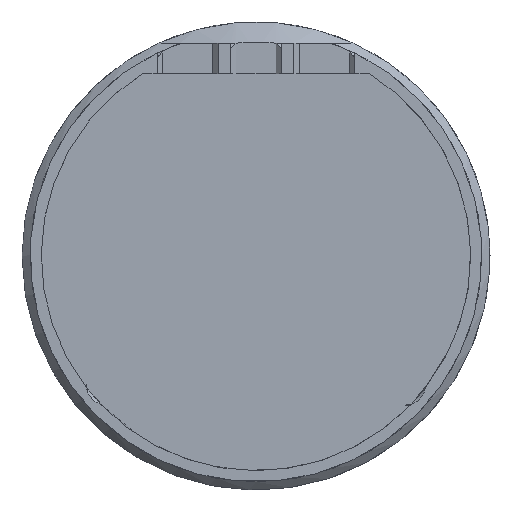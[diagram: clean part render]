
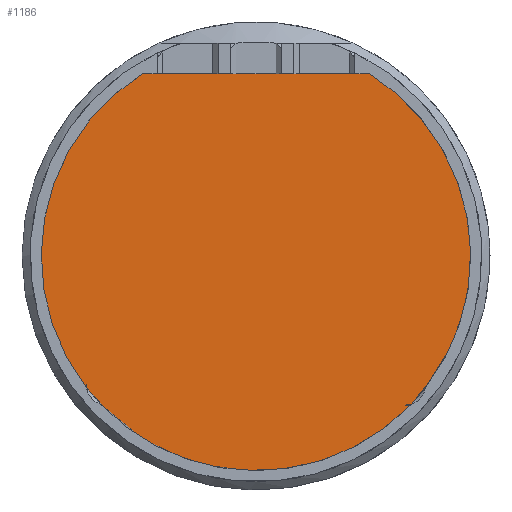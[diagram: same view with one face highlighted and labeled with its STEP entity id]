
A CAD part, top view. The second image highlights one B-rep face of the part: STEP entity #1186.
In plain terms, the highlighted planar face has unit normal (0, 0, 1).
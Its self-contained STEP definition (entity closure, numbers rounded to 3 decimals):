
#60=PLANE('',#1288);
#165=FACE_OUTER_BOUND('',#230,.T.);
#230=EDGE_LOOP('',(#1046,#1047,#1048,#1049,#1050,#1051,#1052,#1053));
#249=CIRCLE('',#1211,42.4);
#264=CIRCLE('',#1251,4.);
#266=CIRCLE('',#1255,4.);
#273=CIRCLE('',#1289,42.4);
#274=CIRCLE('',#1290,42.4);
#373=LINE('',#2023,#477);
#374=LINE('',#2024,#478);
#375=LINE('',#2027,#479);
#477=VECTOR('',#1587,10.);
#478=VECTOR('',#1588,10.);
#479=VECTOR('',#1591,10.);
#501=VERTEX_POINT('',#1655);
#502=VERTEX_POINT('',#1657);
#559=VERTEX_POINT('',#1861);
#560=VERTEX_POINT('',#1863);
#563=VERTEX_POINT('',#1882);
#564=VERTEX_POINT('',#1884);
#597=VERTEX_POINT('',#2021);
#598=VERTEX_POINT('',#2025);
#619=EDGE_CURVE('',#501,#502,#249,.F.);
#704=EDGE_CURVE('',#559,#560,#264,.F.);
#710=EDGE_CURVE('',#563,#564,#266,.F.);
#764=EDGE_CURVE('',#597,#563,#273,.F.);
#765=EDGE_CURVE('',#502,#597,#373,.F.);
#766=EDGE_CURVE('',#560,#501,#374,.F.);
#767=EDGE_CURVE('',#598,#559,#274,.F.);
#768=EDGE_CURVE('',#564,#598,#375,.F.);
#1046=ORIENTED_EDGE('',*,*,#764,.F.);
#1047=ORIENTED_EDGE('',*,*,#765,.F.);
#1048=ORIENTED_EDGE('',*,*,#619,.F.);
#1049=ORIENTED_EDGE('',*,*,#766,.F.);
#1050=ORIENTED_EDGE('',*,*,#704,.F.);
#1051=ORIENTED_EDGE('',*,*,#767,.F.);
#1052=ORIENTED_EDGE('',*,*,#768,.F.);
#1053=ORIENTED_EDGE('',*,*,#710,.F.);
#1186=ADVANCED_FACE('',(#165),#60,.T.);
#1211=AXIS2_PLACEMENT_3D('',#1658,#1339,#1340);
#1251=AXIS2_PLACEMENT_3D('',#1864,#1470,#1471);
#1255=AXIS2_PLACEMENT_3D('',#1885,#1481,#1482);
#1288=AXIS2_PLACEMENT_3D('',#2020,#1583,#1584);
#1289=AXIS2_PLACEMENT_3D('',#2022,#1585,#1586);
#1290=AXIS2_PLACEMENT_3D('',#2026,#1589,#1590);
#1339=DIRECTION('center_axis',(0.,0.,1.));
#1340=DIRECTION('ref_axis',(1.,0.,0.));
#1470=DIRECTION('center_axis',(0.,0.,1.));
#1471=DIRECTION('ref_axis',(-1.,0.,0.));
#1481=DIRECTION('center_axis',(0.,0.,1.));
#1482=DIRECTION('ref_axis',(0.,-1.,0.));
#1583=DIRECTION('center_axis',(0.,0.,1.));
#1584=DIRECTION('ref_axis',(1.,0.,0.));
#1585=DIRECTION('center_axis',(0.,0.,1.));
#1586=DIRECTION('ref_axis',(1.,0.,0.));
#1587=DIRECTION('',(-1.,0.,0.));
#1588=DIRECTION('',(0.,1.,0.));
#1589=DIRECTION('center_axis',(0.,0.,1.));
#1590=DIRECTION('ref_axis',(1.,0.,0.));
#1591=DIRECTION('',(-1.,0.,0.));
#1655=CARTESIAN_POINT('',(-33.5,-24.991,-9.4));
#1657=CARTESIAN_POINT('',(-22.4,37.,-9.4));
#1658=CARTESIAN_POINT('Origin',(0.,1.,-9.4));
#1861=CARTESIAN_POINT('',(-33.454,-25.05,-9.4));
#1863=CARTESIAN_POINT('',(-33.5,-24.443,-9.4));
#1864=CARTESIAN_POINT('Origin',(-29.5,-24.443,-9.4));
#1882=CARTESIAN_POINT('',(30.681,-28.265,-9.4));
#1884=CARTESIAN_POINT('',(29.5,-28.443,-9.4));
#1885=CARTESIAN_POINT('Origin',(29.5,-24.443,-9.4));
#2020=CARTESIAN_POINT('Origin',(0.,-2.2,-9.4));
#2021=CARTESIAN_POINT('',(22.4,37.,-9.4));
#2022=CARTESIAN_POINT('Origin',(0.,1.,-9.4));
#2023=CARTESIAN_POINT('',(-11.2,37.,-9.4));
#2024=CARTESIAN_POINT('',(-33.5,-13.322,-9.4));
#2025=CARTESIAN_POINT('',(30.51,-28.443,-9.4));
#2026=CARTESIAN_POINT('Origin',(0.,1.,-9.4));
#2027=CARTESIAN_POINT('',(14.75,-28.443,-9.4));
